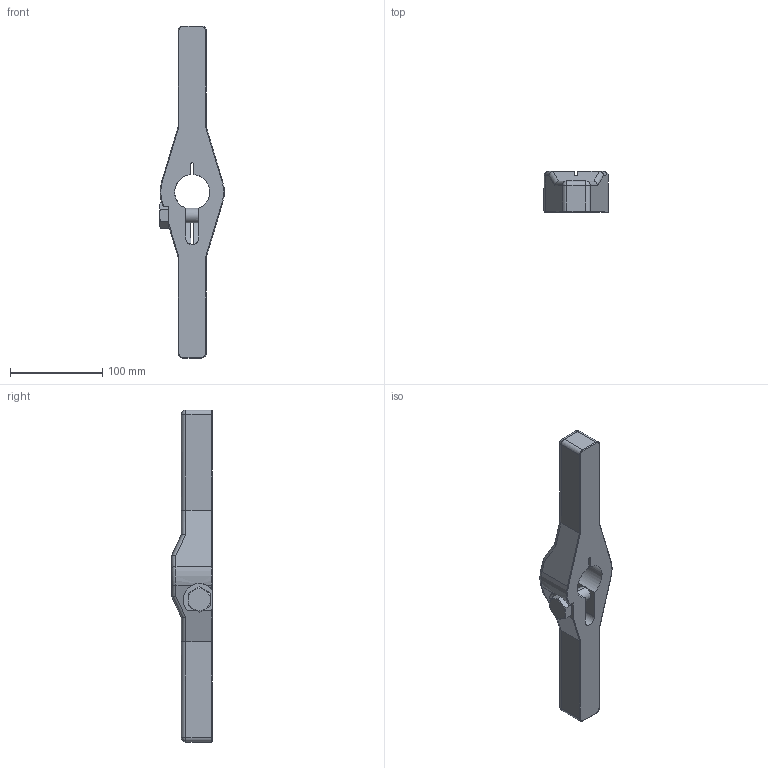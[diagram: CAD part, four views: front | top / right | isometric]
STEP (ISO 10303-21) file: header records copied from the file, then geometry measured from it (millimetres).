
FILE_DESCRIPTION((''),'2;1');
FILE_NAME('ILCM44123200','2006-05-16T',('KR'),(''),'PRO/ENGINEER BY PARAMETRIC TECHNOLOGY CORPORATION, 2004290','PRO/ENGINEER BY PARAMETRIC TECHNOLOGY CORPORATION, 2004290','');
FILE_SCHEMA(('AUTOMOTIVE_DESIGN_CC2 { 1 2 10303 214 -1 1 5 2 }'));
Length unit declared in the file: millimetre
Products named in the file (1): ILCM44123200
Bounding box: 70.28 x 44.45 x 360.68 mm (x, y, z)
Volume: 442631.8 mm3; surface area: 64006.6 mm2
Topology: 1 solids, 1 shells, 104 faces, 264 edges, 161 vertices
Faces by surface type: cylinder 48, plane 38, torus 8, cone 6, sphere 4
Entity records: 4411 total; most frequent: CARTESIAN_POINT 867, ORIENTED_EDGE 528, DIRECTION 485, PRESENTATION_STYLE_ASSIGNMENT 280, STYLED_ITEM 265, CURVE_STYLE 264, EDGE_CURVE 264, AXIS2_PLACEMENT_3D 173
